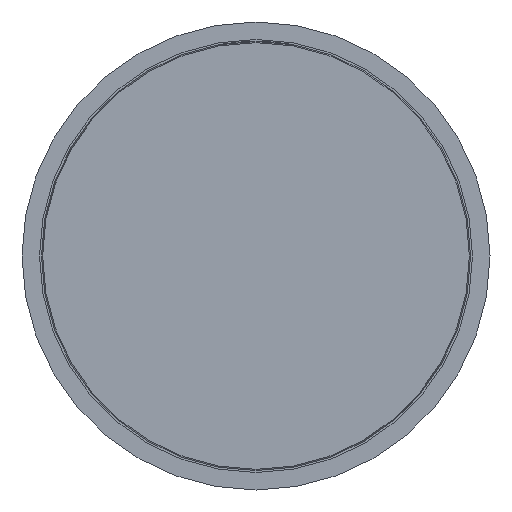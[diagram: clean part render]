
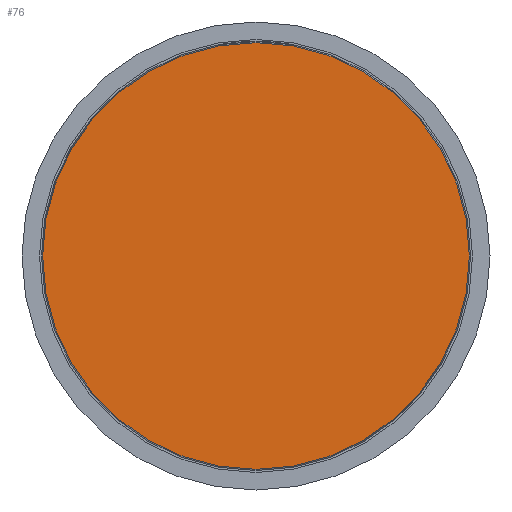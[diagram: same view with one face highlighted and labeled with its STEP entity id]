
A CAD part, front view. The second image highlights one B-rep face of the part: STEP entity #76.
In plain terms, the highlighted planar face has unit normal (0, -1, 0).
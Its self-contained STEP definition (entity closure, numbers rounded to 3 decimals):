
#26 = DIRECTION ( 'NONE',  ( 0., 0., -1. ) ) ;
#76 = ADVANCED_FACE ( 'Defeature ausgef�hrt2_1', ( #2196 ), #3270, .T. ) ;
#212 = DIRECTION ( 'NONE',  ( 0., 1., 0. ) ) ;
#364 = AXIS2_PLACEMENT_3D ( 'NONE', #3300, #1378, #26 ) ;
#509 = CIRCLE ( 'NONE', #1612, 2.735 ) ;
#795 = VERTEX_POINT ( 'NONE', #3439 ) ;
#1378 = DIRECTION ( 'NONE',  ( 0., -1., 0. ) ) ;
#1583 = DIRECTION ( 'NONE',  ( 0., 0., 1. ) ) ;
#1612 = AXIS2_PLACEMENT_3D ( 'NONE', #2647, #212, #2372 ) ;
#1659 = DIRECTION ( 'NONE',  ( 0., 1., 0. ) ) ;
#1681 = CARTESIAN_POINT ( 'NONE',  ( 0., -10.5, -2.735 ) ) ;
#1746 = EDGE_CURVE ( 'Defeature ausgef�hrt2_2+Defeature ausgef�hrt2_1+Defeature ausgef�hrt2_1+Defeature ausgef�hrt2_1', #2829, #795, #1892, .T. ) ;
#1875 = ORIENTED_EDGE ( 'NONE', *, *, #1746, .F. ) ;
#1892 = CIRCLE ( 'NONE', #2085, 2.735 ) ;
#1958 = CARTESIAN_POINT ( 'NONE',  ( 0., -10.5, 0. ) ) ;
#2085 = AXIS2_PLACEMENT_3D ( 'NONE', #1958, #1659, #1583 ) ;
#2196 = FACE_OUTER_BOUND ( 'NONE', #2705, .T. ) ;
#2372 = DIRECTION ( 'NONE',  ( 0., 0., 1. ) ) ;
#2647 = CARTESIAN_POINT ( 'NONE',  ( 0., -10.5, 0. ) ) ;
#2705 = EDGE_LOOP ( 'NONE', ( #3377, #1875 ) ) ;
#2829 = VERTEX_POINT ( 'NONE', #1681 ) ;
#3092 = EDGE_CURVE ( 'Defeature ausgef�hrt2_2+Defeature ausgef�hrt2_1+Defeature ausgef�hrt2_1+Defeature ausgef�hrt2_1', #795, #2829, #509, .T. ) ;
#3270 = PLANE ( 'NONE',  #364 ) ;
#3300 = CARTESIAN_POINT ( 'NONE',  ( -2.735, -10.5, 0. ) ) ;
#3377 = ORIENTED_EDGE ( 'NONE', *, *, #3092, .F. ) ;
#3439 = CARTESIAN_POINT ( 'NONE',  ( 0., -10.5, 2.735 ) ) ;
